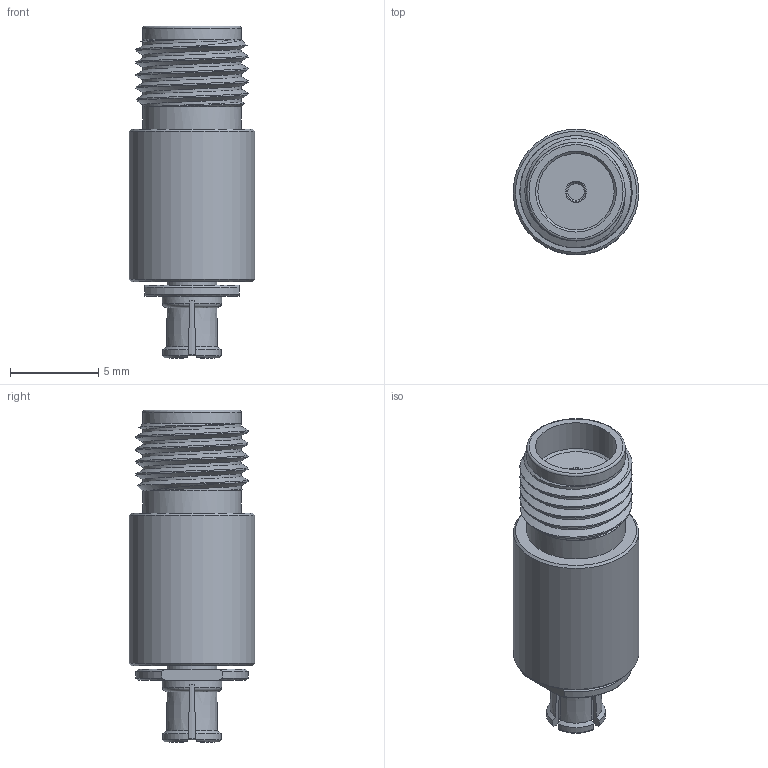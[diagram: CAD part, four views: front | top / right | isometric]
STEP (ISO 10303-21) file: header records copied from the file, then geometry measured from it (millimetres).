
FILE_DESCRIPTION (( 'STEP AP203' ), '1' );
FILE_NAME ('PE9779_3D.step', '2021-03-23T19:30:26', ( '' ), ( '' ), 'SwSTEP 2.0', 'SolidWorks 2020', '' );
FILE_SCHEMA (( 'CONFIG_CONTROL_DESIGN' ));
Length unit declared in the file: inch
Products named in the file (1): PE9779_3D
Bounding box: 7.11 x 7.11 x 18.8 mm (x, y, z)
Volume: 501.4 mm3; surface area: 591.8 mm2
Topology: 1 solids, 1 shells, 115 faces, 324 edges, 222 vertices
Faces by surface type: plane 47, cone 27, cylinder 23, bspline 13, torus 5
Full cylindrical faces by diameter (mm): 0.927 x1, 0.94 x1, 1.194 x1, 2.032 x1, 2.818 x1, 3.378 x1, 4.572 x1, 5.582 x2, 7.112 x1
Entity records: 5122 total; most frequent: CARTESIAN_POINT 2449, ORIENTED_EDGE 598, DIRECTION 458, EDGE_CURVE 299, VERTEX_POINT 213, AXIS2_PLACEMENT_3D 189, EDGE_LOOP 142, FACE_OUTER_BOUND 128
